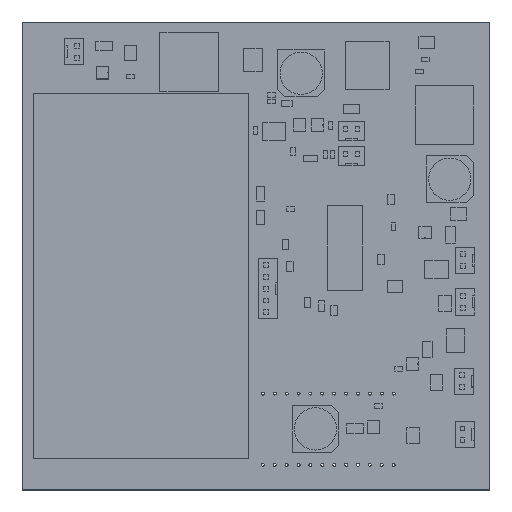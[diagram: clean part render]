
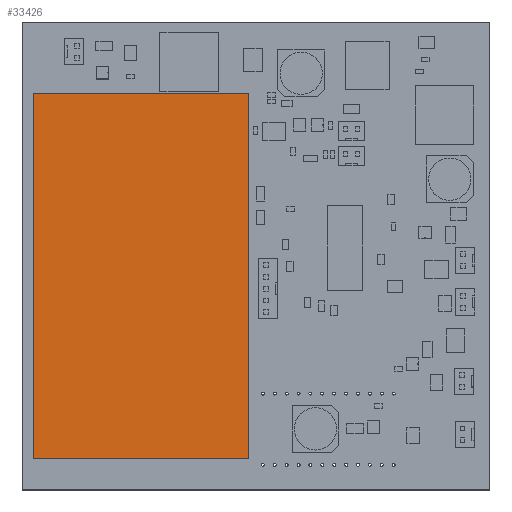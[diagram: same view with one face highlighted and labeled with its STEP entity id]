
A CAD part, top view. The second image highlights one B-rep face of the part: STEP entity #33426.
In plain terms, the highlighted planar face has unit normal (0, 0, 1).
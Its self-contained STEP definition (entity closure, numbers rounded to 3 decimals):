
#33112 = VERTEX_POINT('',#33113);
#33113 = CARTESIAN_POINT('',(-22.999,-38.999,7.5));
#33120 = PLANE('',#33121);
#33121 = AXIS2_PLACEMENT_3D('',#33122,#33123,#33124);
#33122 = CARTESIAN_POINT('',(-22.999,-38.999,0.));
#33123 = DIRECTION('',(-1.,0.,0.));
#33124 = DIRECTION('',(0.,1.,0.));
#33132 = PLANE('',#33133);
#33133 = AXIS2_PLACEMENT_3D('',#33134,#33135,#33136);
#33134 = CARTESIAN_POINT('',(22.999,-38.999,0.));
#33135 = DIRECTION('',(0.,-1.,0.));
#33136 = DIRECTION('',(-1.,0.,0.));
#33144 = EDGE_CURVE('',#33112,#33145,#33147,.T.);
#33145 = VERTEX_POINT('',#33146);
#33146 = CARTESIAN_POINT('',(-22.999,38.999,7.5));
#33147 = SURFACE_CURVE('',#33148,(#33152,#33159),.PCURVE_S1.);
#33148 = LINE('',#33149,#33150);
#33149 = CARTESIAN_POINT('',(-22.999,-38.999,7.5));
#33150 = VECTOR('',#33151,1.);
#33151 = DIRECTION('',(0.,1.,0.));
#33152 = PCURVE('',#33120,#33153);
#33153 = DEFINITIONAL_REPRESENTATION('',(#33154),#33158);
#33154 = LINE('',#33155,#33156);
#33155 = CARTESIAN_POINT('',(0.,-7.5));
#33156 = VECTOR('',#33157,1.);
#33157 = DIRECTION('',(1.,0.));
#33158 = ( GEOMETRIC_REPRESENTATION_CONTEXT(2) 
PARAMETRIC_REPRESENTATION_CONTEXT() REPRESENTATION_CONTEXT('2D SPACE',''
  ) );
#33159 = PCURVE('',#33160,#33165);
#33160 = PLANE('',#33161);
#33161 = AXIS2_PLACEMENT_3D('',#33162,#33163,#33164);
#33162 = CARTESIAN_POINT('',(-22.999,-38.999,7.5));
#33163 = DIRECTION('',(0.,0.,1.));
#33164 = DIRECTION('',(1.,0.,0.));
#33165 = DEFINITIONAL_REPRESENTATION('',(#33166),#33170);
#33166 = LINE('',#33167,#33168);
#33167 = CARTESIAN_POINT('',(0.,0.));
#33168 = VECTOR('',#33169,1.);
#33169 = DIRECTION('',(0.,1.));
#33170 = ( GEOMETRIC_REPRESENTATION_CONTEXT(2) 
PARAMETRIC_REPRESENTATION_CONTEXT() REPRESENTATION_CONTEXT('2D SPACE',''
  ) );
#33188 = PLANE('',#33189);
#33189 = AXIS2_PLACEMENT_3D('',#33190,#33191,#33192);
#33190 = CARTESIAN_POINT('',(-22.999,38.999,0.));
#33191 = DIRECTION('',(0.,1.,0.));
#33192 = DIRECTION('',(1.,0.,0.));
#33230 = EDGE_CURVE('',#33145,#33231,#33233,.T.);
#33231 = VERTEX_POINT('',#33232);
#33232 = CARTESIAN_POINT('',(22.999,38.999,7.5));
#33233 = SURFACE_CURVE('',#33234,(#33238,#33245),.PCURVE_S1.);
#33234 = LINE('',#33235,#33236);
#33235 = CARTESIAN_POINT('',(-22.999,38.999,7.5));
#33236 = VECTOR('',#33237,1.);
#33237 = DIRECTION('',(1.,0.,0.));
#33238 = PCURVE('',#33188,#33239);
#33239 = DEFINITIONAL_REPRESENTATION('',(#33240),#33244);
#33240 = LINE('',#33241,#33242);
#33241 = CARTESIAN_POINT('',(0.,-7.5));
#33242 = VECTOR('',#33243,1.);
#33243 = DIRECTION('',(1.,0.));
#33244 = ( GEOMETRIC_REPRESENTATION_CONTEXT(2) 
PARAMETRIC_REPRESENTATION_CONTEXT() REPRESENTATION_CONTEXT('2D SPACE',''
  ) );
#33245 = PCURVE('',#33160,#33246);
#33246 = DEFINITIONAL_REPRESENTATION('',(#33247),#33251);
#33247 = LINE('',#33248,#33249);
#33248 = CARTESIAN_POINT('',(0.,77.999));
#33249 = VECTOR('',#33250,1.);
#33250 = DIRECTION('',(1.,0.));
#33251 = ( GEOMETRIC_REPRESENTATION_CONTEXT(2) 
PARAMETRIC_REPRESENTATION_CONTEXT() REPRESENTATION_CONTEXT('2D SPACE',''
  ) );
#33269 = PLANE('',#33270);
#33270 = AXIS2_PLACEMENT_3D('',#33271,#33272,#33273);
#33271 = CARTESIAN_POINT('',(22.999,38.999,0.));
#33272 = DIRECTION('',(1.,0.,0.));
#33273 = DIRECTION('',(0.,-1.,0.));
#33306 = EDGE_CURVE('',#33231,#33307,#33309,.T.);
#33307 = VERTEX_POINT('',#33308);
#33308 = CARTESIAN_POINT('',(22.999,-38.999,7.5));
#33309 = SURFACE_CURVE('',#33310,(#33314,#33321),.PCURVE_S1.);
#33310 = LINE('',#33311,#33312);
#33311 = CARTESIAN_POINT('',(22.999,38.999,7.5));
#33312 = VECTOR('',#33313,1.);
#33313 = DIRECTION('',(0.,-1.,0.));
#33314 = PCURVE('',#33269,#33315);
#33315 = DEFINITIONAL_REPRESENTATION('',(#33316),#33320);
#33316 = LINE('',#33317,#33318);
#33317 = CARTESIAN_POINT('',(0.,-7.5));
#33318 = VECTOR('',#33319,1.);
#33319 = DIRECTION('',(1.,0.));
#33320 = ( GEOMETRIC_REPRESENTATION_CONTEXT(2) 
PARAMETRIC_REPRESENTATION_CONTEXT() REPRESENTATION_CONTEXT('2D SPACE',''
  ) );
#33321 = PCURVE('',#33160,#33322);
#33322 = DEFINITIONAL_REPRESENTATION('',(#33323),#33327);
#33323 = LINE('',#33324,#33325);
#33324 = CARTESIAN_POINT('',(45.999,77.999));
#33325 = VECTOR('',#33326,1.);
#33326 = DIRECTION('',(0.,-1.));
#33327 = ( GEOMETRIC_REPRESENTATION_CONTEXT(2) 
PARAMETRIC_REPRESENTATION_CONTEXT() REPRESENTATION_CONTEXT('2D SPACE',''
  ) );
#33377 = EDGE_CURVE('',#33307,#33112,#33378,.T.);
#33378 = SURFACE_CURVE('',#33379,(#33383,#33390),.PCURVE_S1.);
#33379 = LINE('',#33380,#33381);
#33380 = CARTESIAN_POINT('',(22.999,-38.999,7.5));
#33381 = VECTOR('',#33382,1.);
#33382 = DIRECTION('',(-1.,0.,0.));
#33383 = PCURVE('',#33132,#33384);
#33384 = DEFINITIONAL_REPRESENTATION('',(#33385),#33389);
#33385 = LINE('',#33386,#33387);
#33386 = CARTESIAN_POINT('',(0.,-7.5));
#33387 = VECTOR('',#33388,1.);
#33388 = DIRECTION('',(1.,0.));
#33389 = ( GEOMETRIC_REPRESENTATION_CONTEXT(2) 
PARAMETRIC_REPRESENTATION_CONTEXT() REPRESENTATION_CONTEXT('2D SPACE',''
  ) );
#33390 = PCURVE('',#33160,#33391);
#33391 = DEFINITIONAL_REPRESENTATION('',(#33392),#33396);
#33392 = LINE('',#33393,#33394);
#33393 = CARTESIAN_POINT('',(45.999,0.));
#33394 = VECTOR('',#33395,1.);
#33395 = DIRECTION('',(-1.,0.));
#33396 = ( GEOMETRIC_REPRESENTATION_CONTEXT(2) 
PARAMETRIC_REPRESENTATION_CONTEXT() REPRESENTATION_CONTEXT('2D SPACE',''
  ) );
#33426 = ADVANCED_FACE('',(#33427),#33160,.T.);
#33427 = FACE_BOUND('',#33428,.F.);
#33428 = EDGE_LOOP('',(#33429,#33430,#33431,#33432));
#33429 = ORIENTED_EDGE('',*,*,#33144,.T.);
#33430 = ORIENTED_EDGE('',*,*,#33230,.T.);
#33431 = ORIENTED_EDGE('',*,*,#33306,.T.);
#33432 = ORIENTED_EDGE('',*,*,#33377,.T.);
